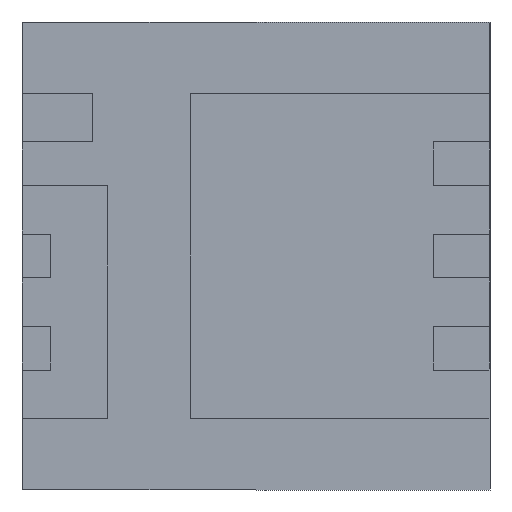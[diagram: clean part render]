
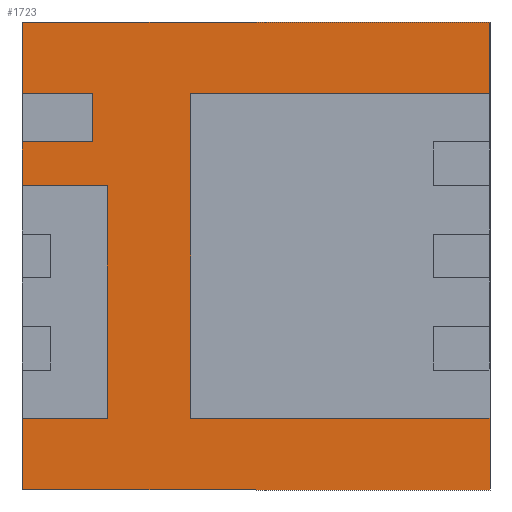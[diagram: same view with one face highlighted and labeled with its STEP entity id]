
A CAD part, front view. The second image highlights one B-rep face of the part: STEP entity #1723.
In plain terms, the highlighted planar face has unit normal (0, -1, 0).
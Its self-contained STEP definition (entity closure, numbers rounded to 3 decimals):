
#116 = EDGE_LOOP ( 'NONE', ( #1101, #400, #1399, #426, #660, #1835, #355, #1105, #1981, #2294, #968, #1689, #1639, #1802, #1808, #2020 ) ) ;
#121 = EDGE_CURVE ( 'NONE', #502, #358, #903, .T. ) ;
#131 = VECTOR ( 'NONE', #2430, 1000. ) ;
#137 = EDGE_CURVE ( 'NONE', #2319, #502, #661, .T. ) ;
#248 = VECTOR ( 'NONE', #696, 1000. ) ;
#254 = VERTEX_POINT ( 'NONE', #640 ) ;
#284 = LINE ( 'NONE', #1085, #1206 ) ;
#287 = CARTESIAN_POINT ( 'NONE',  ( -1.65, 0.02, 1.65 ) ) ;
#355 = ORIENTED_EDGE ( 'NONE', *, *, #121, .F. ) ;
#358 = VERTEX_POINT ( 'NONE', #585 ) ;
#377 = VECTOR ( 'NONE', #1537, 1000. ) ;
#400 = ORIENTED_EDGE ( 'NONE', *, *, #513, .F. ) ;
#408 = LINE ( 'NONE', #1640, #131 ) ;
#426 = ORIENTED_EDGE ( 'NONE', *, *, #1996, .F. ) ;
#433 = LINE ( 'NONE', #1661, #1675 ) ;
#479 = DIRECTION ( 'NONE',  ( 1., 0., 0. ) ) ;
#491 = CARTESIAN_POINT ( 'NONE',  ( 1.65, 0.02, 1.65 ) ) ;
#502 = VERTEX_POINT ( 'NONE', #808 ) ;
#513 = EDGE_CURVE ( 'NONE', #1643, #2227, #408, .T. ) ;
#520 = DIRECTION ( 'NONE',  ( 1., 0., 0. ) ) ;
#536 = DIRECTION ( 'NONE',  ( 0., 0., 1. ) ) ;
#560 = EDGE_CURVE ( 'NONE', #1228, #1643, #2116, .T. ) ;
#563 = EDGE_CURVE ( 'NONE', #1033, #1281, #2058, .T. ) ;
#585 = CARTESIAN_POINT ( 'NONE',  ( -1.15, 0.02, 0.805 ) ) ;
#590 = AXIS2_PLACEMENT_3D ( 'NONE', #2105, #1512, #536 ) ;
#607 = EDGE_CURVE ( 'NONE', #1099, #874, #1468, .T. ) ;
#613 = VERTEX_POINT ( 'NONE', #893 ) ;
#638 = VECTOR ( 'NONE', #479, 1000. ) ;
#640 = CARTESIAN_POINT ( 'NONE',  ( 1.65, 0.02, -1.65 ) ) ;
#659 = DIRECTION ( 'NONE',  ( 0., 0., 1. ) ) ;
#660 = ORIENTED_EDGE ( 'NONE', *, *, #709, .F. ) ;
#661 = LINE ( 'NONE', #1059, #248 ) ;
#696 = DIRECTION ( 'NONE',  ( 0., 0., 1. ) ) ;
#707 = DIRECTION ( 'NONE',  ( 0., 0., -1. ) ) ;
#709 = EDGE_CURVE ( 'NONE', #613, #2414, #1284, .T. ) ;
#738 = FACE_OUTER_BOUND ( 'NONE', #116, .T. ) ;
#808 = CARTESIAN_POINT ( 'NONE',  ( -1.65, 0.02, 0.805 ) ) ;
#874 = VERTEX_POINT ( 'NONE', #989 ) ;
#884 = VECTOR ( 'NONE', #2316, 1000. ) ;
#893 = CARTESIAN_POINT ( 'NONE',  ( -1.15, 0.02, 1.145 ) ) ;
#903 = LINE ( 'NONE', #2498, #928 ) ;
#923 = EDGE_CURVE ( 'NONE', #254, #2206, #1477, .T. ) ;
#928 = VECTOR ( 'NONE', #520, 1000. ) ;
#968 = ORIENTED_EDGE ( 'NONE', *, *, #563, .F. ) ;
#972 = EDGE_CURVE ( 'NONE', #1281, #1263, #2084, .T. ) ;
#989 = CARTESIAN_POINT ( 'NONE',  ( -0.46, 0.02, -1.145 ) ) ;
#1033 = VERTEX_POINT ( 'NONE', #1522 ) ;
#1040 = VECTOR ( 'NONE', #2240, 1000. ) ;
#1059 = CARTESIAN_POINT ( 'NONE',  ( -1.65, 0.02, 1.65 ) ) ;
#1085 = CARTESIAN_POINT ( 'NONE',  ( 0., 0.02, 1.145 ) ) ;
#1099 = VERTEX_POINT ( 'NONE', #2526 ) ;
#1101 = ORIENTED_EDGE ( 'NONE', *, *, #1811, .F. ) ;
#1105 = ORIENTED_EDGE ( 'NONE', *, *, #137, .F. ) ;
#1137 = LINE ( 'NONE', #1534, #2207 ) ;
#1206 = VECTOR ( 'NONE', #1361, 1000. ) ;
#1228 = VERTEX_POINT ( 'NONE', #2005 ) ;
#1230 = VERTEX_POINT ( 'NONE', #2424 ) ;
#1263 = VERTEX_POINT ( 'NONE', #2210 ) ;
#1279 = CARTESIAN_POINT ( 'NONE',  ( -1.05, 0.02, 0. ) ) ;
#1281 = VERTEX_POINT ( 'NONE', #2015 ) ;
#1284 = LINE ( 'NONE', #2072, #2133 ) ;
#1361 = DIRECTION ( 'NONE',  ( -1., 0., 0. ) ) ;
#1365 = EDGE_CURVE ( 'NONE', #1230, #254, #2051, .T. ) ;
#1399 = ORIENTED_EDGE ( 'NONE', *, *, #560, .F. ) ;
#1411 = CARTESIAN_POINT ( 'NONE',  ( -1.65, 0.02, -1.65 ) ) ;
#1421 = VECTOR ( 'NONE', #1687, 1000. ) ;
#1468 = LINE ( 'NONE', #1719, #1885 ) ;
#1477 = LINE ( 'NONE', #2513, #1421 ) ;
#1512 = DIRECTION ( 'NONE',  ( 0., 1., 0. ) ) ;
#1522 = CARTESIAN_POINT ( 'NONE',  ( -1.65, 0.02, -1.145 ) ) ;
#1526 = CARTESIAN_POINT ( 'NONE',  ( 0., 0.02, -1.145 ) ) ;
#1528 = DIRECTION ( 'NONE',  ( 0., 0., 1. ) ) ;
#1534 = CARTESIAN_POINT ( 'NONE',  ( 0., 0.02, -1.145 ) ) ;
#1536 = DIRECTION ( 'NONE',  ( -1., 0., 0. ) ) ;
#1537 = DIRECTION ( 'NONE',  ( -1., 0., 0. ) ) ;
#1601 = CARTESIAN_POINT ( 'NONE',  ( -1.65, 0.02, 1.65 ) ) ;
#1631 = VECTOR ( 'NONE', #1528, 1000. ) ;
#1639 = ORIENTED_EDGE ( 'NONE', *, *, #923, .F. ) ;
#1640 = CARTESIAN_POINT ( 'NONE',  ( 1.65, 0.02, 1.65 ) ) ;
#1643 = VERTEX_POINT ( 'NONE', #2232 ) ;
#1661 = CARTESIAN_POINT ( 'NONE',  ( -1.15, 0.02, 0. ) ) ;
#1675 = VECTOR ( 'NONE', #659, 1000. ) ;
#1687 = DIRECTION ( 'NONE',  ( -1., 0., 0. ) ) ;
#1689 = ORIENTED_EDGE ( 'NONE', *, *, #1941, .F. ) ;
#1701 = DIRECTION ( 'NONE',  ( 1., 0., 0. ) ) ;
#1719 = CARTESIAN_POINT ( 'NONE',  ( -0.46, 0.02, 0. ) ) ;
#1723 = ADVANCED_FACE ( 'NONE', ( #738 ), #2290, .F. ) ;
#1733 = LINE ( 'NONE', #2531, #377 ) ;
#1734 = LINE ( 'NONE', #287, #1631 ) ;
#1767 = CARTESIAN_POINT ( 'NONE',  ( -1.65, 0.02, 1.145 ) ) ;
#1783 = EDGE_CURVE ( 'NONE', #1263, #2319, #1733, .T. ) ;
#1802 = ORIENTED_EDGE ( 'NONE', *, *, #1365, .F. ) ;
#1804 = LINE ( 'NONE', #1601, #2252 ) ;
#1808 = ORIENTED_EDGE ( 'NONE', *, *, #2323, .F. ) ;
#1811 = EDGE_CURVE ( 'NONE', #2227, #1099, #284, .T. ) ;
#1835 = ORIENTED_EDGE ( 'NONE', *, *, #2208, .F. ) ;
#1885 = VECTOR ( 'NONE', #707, 1000. ) ;
#1907 = CARTESIAN_POINT ( 'NONE',  ( 1.65, 0.02, 1.145 ) ) ;
#1941 = EDGE_CURVE ( 'NONE', #2206, #1033, #1804, .T. ) ;
#1981 = ORIENTED_EDGE ( 'NONE', *, *, #1783, .F. ) ;
#1996 = EDGE_CURVE ( 'NONE', #2414, #1228, #1734, .T. ) ;
#2005 = CARTESIAN_POINT ( 'NONE',  ( -1.65, 0.02, 1.65 ) ) ;
#2015 = CARTESIAN_POINT ( 'NONE',  ( -1.05, 0.02, -1.145 ) ) ;
#2020 = ORIENTED_EDGE ( 'NONE', *, *, #607, .F. ) ;
#2039 = DIRECTION ( 'NONE',  ( 0., 0., -1. ) ) ;
#2051 = LINE ( 'NONE', #2297, #2079 ) ;
#2058 = LINE ( 'NONE', #1526, #884 ) ;
#2072 = CARTESIAN_POINT ( 'NONE',  ( 0., 0.02, 1.145 ) ) ;
#2079 = VECTOR ( 'NONE', #2039, 1000. ) ;
#2084 = LINE ( 'NONE', #1279, #1040 ) ;
#2105 = CARTESIAN_POINT ( 'NONE',  ( 0., 0.02, 0. ) ) ;
#2116 = LINE ( 'NONE', #491, #638 ) ;
#2133 = VECTOR ( 'NONE', #1536, 1000. ) ;
#2206 = VERTEX_POINT ( 'NONE', #1411 ) ;
#2207 = VECTOR ( 'NONE', #1701, 1000. ) ;
#2208 = EDGE_CURVE ( 'NONE', #358, #613, #433, .T. ) ;
#2210 = CARTESIAN_POINT ( 'NONE',  ( -1.05, 0.02, 0.495 ) ) ;
#2227 = VERTEX_POINT ( 'NONE', #1907 ) ;
#2232 = CARTESIAN_POINT ( 'NONE',  ( 1.65, 0.02, 1.65 ) ) ;
#2240 = DIRECTION ( 'NONE',  ( 0., 0., 1. ) ) ;
#2252 = VECTOR ( 'NONE', #2391, 1000. ) ;
#2285 = CARTESIAN_POINT ( 'NONE',  ( -1.65, 0.02, 0.495 ) ) ;
#2290 = PLANE ( 'NONE',  #590 ) ;
#2294 = ORIENTED_EDGE ( 'NONE', *, *, #972, .F. ) ;
#2297 = CARTESIAN_POINT ( 'NONE',  ( 1.65, 0.02, 1.65 ) ) ;
#2316 = DIRECTION ( 'NONE',  ( 1., 0., 0. ) ) ;
#2319 = VERTEX_POINT ( 'NONE', #2285 ) ;
#2323 = EDGE_CURVE ( 'NONE', #874, #1230, #1137, .T. ) ;
#2391 = DIRECTION ( 'NONE',  ( 0., 0., 1. ) ) ;
#2414 = VERTEX_POINT ( 'NONE', #1767 ) ;
#2424 = CARTESIAN_POINT ( 'NONE',  ( 1.65, 0.02, -1.145 ) ) ;
#2430 = DIRECTION ( 'NONE',  ( 0., 0., -1. ) ) ;
#2498 = CARTESIAN_POINT ( 'NONE',  ( 0., 0.02, 0.805 ) ) ;
#2513 = CARTESIAN_POINT ( 'NONE',  ( 1.65, 0.02, -1.65 ) ) ;
#2526 = CARTESIAN_POINT ( 'NONE',  ( -0.46, 0.02, 1.145 ) ) ;
#2531 = CARTESIAN_POINT ( 'NONE',  ( 0., 0.02, 0.495 ) ) ;
